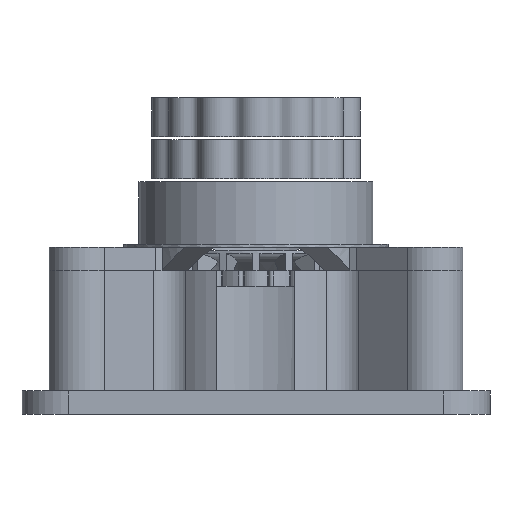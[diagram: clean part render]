
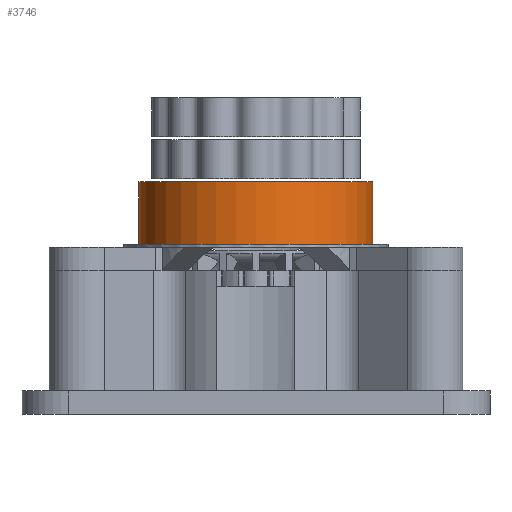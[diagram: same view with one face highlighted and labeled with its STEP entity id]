
A CAD part, front view. The second image highlights one B-rep face of the part: STEP entity #3746.
In plain terms, the highlighted cylindrical face has radius 7.5 mm (diameter 15 mm), a full revolution.
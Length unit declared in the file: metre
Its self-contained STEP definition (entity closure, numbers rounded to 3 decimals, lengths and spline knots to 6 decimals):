
#875=ORIENTED_EDGE('',*,*,#1943,.T.);
#876=ORIENTED_EDGE('',*,*,#1944,.F.);
#1943=EDGE_CURVE('',#2488,#2488,#2843,.T.);
#1944=EDGE_CURVE('',#2489,#2489,#2844,.T.);
#2488=VERTEX_POINT('',#7270);
#2489=VERTEX_POINT('',#7272);
#2843=CIRCLE('',#4079,0.0075);
#2844=CIRCLE('',#4080,0.0075);
#3079=EDGE_LOOP('',(#875));
#3080=EDGE_LOOP('',(#876));
#3387=FACE_BOUND('',#3079,.T.);
#3388=FACE_BOUND('',#3080,.T.);
#3651=CYLINDRICAL_SURFACE('',#4078,0.0075);
#3746=ADVANCED_FACE('',(#3387,#3388),#3651,.T.);
#4078=AXIS2_PLACEMENT_3D('',#7268,#4636,#4637);
#4079=AXIS2_PLACEMENT_3D('',#7269,#4638,#4639);
#4080=AXIS2_PLACEMENT_3D('',#7271,#4640,#4641);
#4636=DIRECTION('',(0.,0.,-1.));
#4637=DIRECTION('',(-1.,0.,0.));
#4638=DIRECTION('',(0.,0.,1.));
#4639=DIRECTION('',(1.,0.,0.));
#4640=DIRECTION('',(0.,0.,1.));
#4641=DIRECTION('',(1.,0.,0.));
#7268=CARTESIAN_POINT('',(0.,0.,0.0117));
#7269=CARTESIAN_POINT('',(0.,0.,0.0109));
#7270=CARTESIAN_POINT('',(0.0075,0.,0.0109));
#7271=CARTESIAN_POINT('',(0.,0.,0.0149));
#7272=CARTESIAN_POINT('',(0.0075,0.,0.0149));
